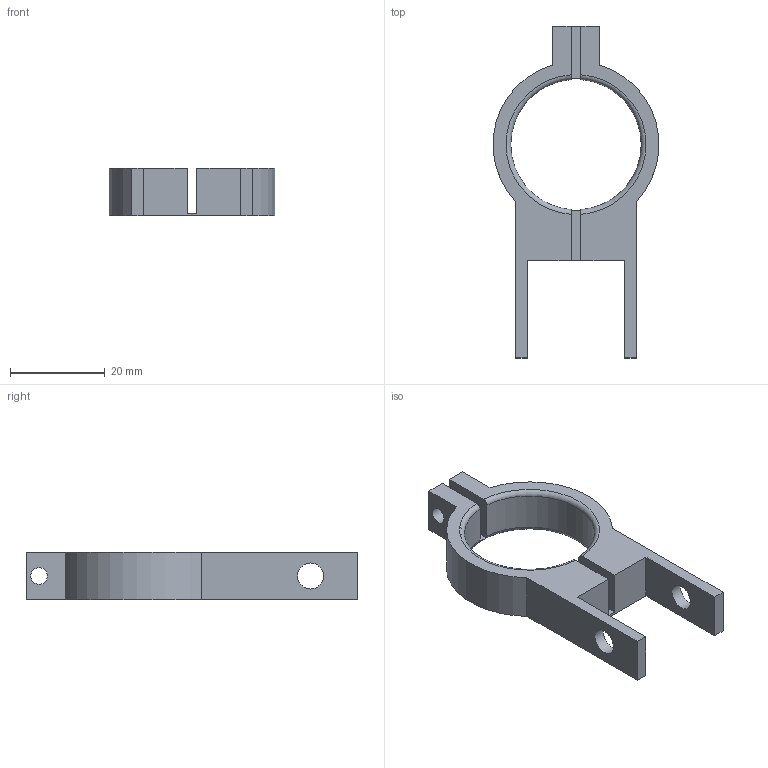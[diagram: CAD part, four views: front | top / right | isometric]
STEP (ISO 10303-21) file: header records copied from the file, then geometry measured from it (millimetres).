
FILE_DESCRIPTION(/* description */ ('Alibre Inc.'),/* implementation_level */ '2;1');
FILE_NAME(/* name */ 'export0',/* time_stamp */ '2015-07-11T13:42:26+12:00',/* author */ (''),/* organization */ (''),/* preprocessor_version */ 'ST-DEVELOPER v14',/* originating_system */ 'Alibre',/* authorisation */ '');
FILE_SCHEMA (('CONFIG_CONTROL_DESIGN'));
Length unit declared in the file: centimetre
Products named in the file (1): ID_1
Bounding box: 34.9 x 70 x 10 mm (x, y, z)
Volume: 7049.1 mm3; surface area: 5017.3 mm2
Topology: 1 solids, 1 shells, 30 faces, 87 edges, 58 vertices
Faces by surface type: plane 19, cylinder 8, torus 3
Full cylindrical faces by diameter (mm): 3.5 x2, 5.5 x2
Entity records: 1024 total; most frequent: CARTESIAN_POINT 230, ORIENTED_EDGE 162, DIRECTION 105, EDGE_CURVE 81, VERTEX_POINT 57, VECTOR 48, LINE 48, EDGE_LOOP 44
